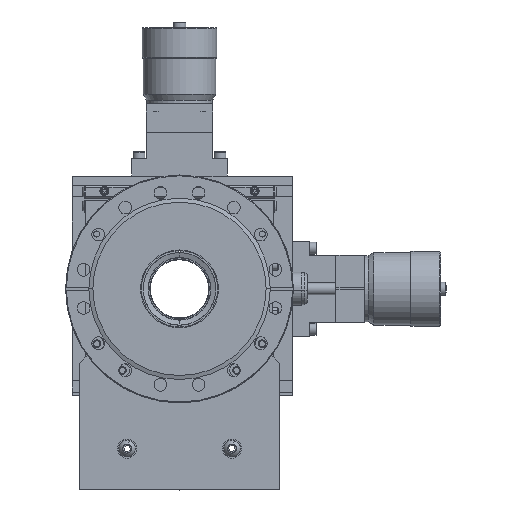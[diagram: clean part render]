
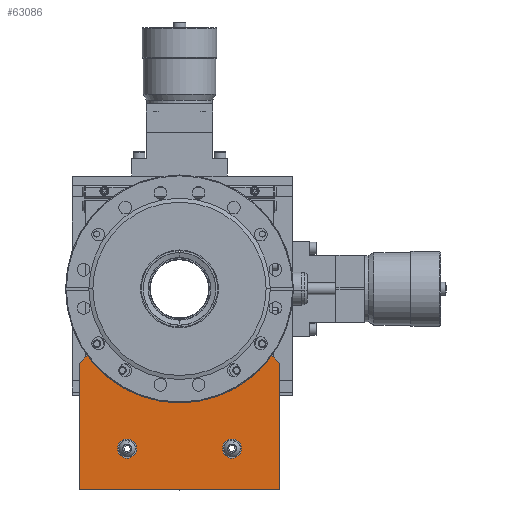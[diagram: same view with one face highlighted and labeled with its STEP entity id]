
A CAD part, front view. The second image highlights one B-rep face of the part: STEP entity #63086.
In plain terms, the highlighted planar face has unit normal (0, -1, 0).
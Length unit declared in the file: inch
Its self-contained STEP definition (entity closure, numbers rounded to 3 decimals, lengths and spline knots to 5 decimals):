
#86 = VERTEX_POINT ( 'NONE', #26918 ) ;
#616 = AXIS2_PLACEMENT_3D ( 'NONE', #47790, #17996, #52777 ) ;
#671 = CIRCLE ( 'NONE', #58653, 0.25 ) ;
#2710 = EDGE_CURVE ( 'NONE', #15963, #51217, #49177, .T. ) ;
#2918 = VERTEX_POINT ( 'NONE', #49338 ) ;
#3661 = DIRECTION ( 'NONE',  ( 0., 0., -1. ) ) ;
#3779 = DIRECTION ( 'NONE',  ( 0.707, 0., 0.707 ) ) ;
#3784 = AXIS2_PLACEMENT_3D ( 'NONE', #64605, #34824, #4963 ) ;
#4963 = DIRECTION ( 'NONE',  ( 0., 0., -1. ) ) ;
#5535 = EDGE_CURVE ( 'NONE', #34317, #86, #29217, .T. ) ;
#6088 = ORIENTED_EDGE ( 'NONE', *, *, #27629, .F. ) ;
#6867 = EDGE_LOOP ( 'NONE', ( #6088, #13430 ) ) ;
#8011 = CIRCLE ( 'NONE', #38817, 0.25 ) ;
#9176 = ORIENTED_EDGE ( 'NONE', *, *, #12662, .F. ) ;
#9679 = VERTEX_POINT ( 'NONE', #36998 ) ;
#10315 = EDGE_LOOP ( 'NONE', ( #56157, #22620, #36680, #17418, #16965, #9176 ) ) ;
#11209 = VECTOR ( 'NONE', #51837, 39.37008 ) ;
#12662 = EDGE_CURVE ( 'NONE', #20991, #2918, #20007, .T. ) ;
#12848 = ORIENTED_EDGE ( 'NONE', *, *, #31590, .F. ) ;
#13179 = EDGE_CURVE ( 'NONE', #28633, #15963, #49354, .T. ) ;
#13430 = ORIENTED_EDGE ( 'NONE', *, *, #28108, .F. ) ;
#14413 = DIRECTION ( 'NONE',  ( 0., -1., 0. ) ) ;
#15847 = CARTESIAN_POINT ( 'NONE',  ( -2.41821, 0., -1.75 ) ) ;
#15963 = VERTEX_POINT ( 'NONE', #22428 ) ;
#16731 = CARTESIAN_POINT ( 'NONE',  ( 1.375, 0., -3.937 ) ) ;
#16965 = ORIENTED_EDGE ( 'NONE', *, *, #23679, .F. ) ;
#16971 = CARTESIAN_POINT ( 'NONE',  ( 1.375, 0., -4.187 ) ) ;
#17058 = CARTESIAN_POINT ( 'NONE',  ( -2.625, 0., -5.26 ) ) ;
#17331 = DIRECTION ( 'NONE',  ( 0.707, 0., -0.707 ) ) ;
#17418 = ORIENTED_EDGE ( 'NONE', *, *, #13179, .F. ) ;
#17996 = DIRECTION ( 'NONE',  ( 0., 1., 0. ) ) ;
#18663 = CARTESIAN_POINT ( 'NONE',  ( 2.625, 0., -5.26 ) ) ;
#18819 = CARTESIAN_POINT ( 'NONE',  ( -2.41821, 0., -1.75 ) ) ;
#19271 = FACE_BOUND ( 'NONE', #47543, .T. ) ;
#20007 = LINE ( 'NONE', #36933, #58064 ) ;
#20833 = FACE_OUTER_BOUND ( 'NONE', #10315, .T. ) ;
#20869 = CARTESIAN_POINT ( 'NONE',  ( -2.625, 0., -1.95679 ) ) ;
#20991 = VERTEX_POINT ( 'NONE', #44448 ) ;
#21664 = VERTEX_POINT ( 'NONE', #15847 ) ;
#21830 = CIRCLE ( 'NONE', #35804, 2.985 ) ;
#21949 = DIRECTION ( 'NONE',  ( 0., 0., -1. ) ) ;
#22428 = CARTESIAN_POINT ( 'NONE',  ( -2.625, 0., -5.26 ) ) ;
#22620 = ORIENTED_EDGE ( 'NONE', *, *, #62266, .F. ) ;
#23679 = EDGE_CURVE ( 'NONE', #2918, #28633, #45292, .T. ) ;
#25766 = CARTESIAN_POINT ( 'NONE',  ( -1.375, 0., -4.437 ) ) ;
#26918 = CARTESIAN_POINT ( 'NONE',  ( 1.375, 0., -4.437 ) ) ;
#27044 = CIRCLE ( 'NONE', #3784, 0.25 ) ;
#27629 = EDGE_CURVE ( 'NONE', #51794, #9679, #8011, .T. ) ;
#28108 = EDGE_CURVE ( 'NONE', #9679, #51794, #27044, .T. ) ;
#28295 = DIRECTION ( 'NONE',  ( 0., -1., 0. ) ) ;
#28633 = VERTEX_POINT ( 'NONE', #18663 ) ;
#29217 = CIRCLE ( 'NONE', #29591, 0.25 ) ;
#29591 = AXIS2_PLACEMENT_3D ( 'NONE', #16971, #51750, #21949 ) ;
#31590 = EDGE_CURVE ( 'NONE', #86, #34317, #671, .T. ) ;
#32039 = VECTOR ( 'NONE', #40820, 39.37008 ) ;
#33500 = DIRECTION ( 'NONE',  ( 0., -1., 0. ) ) ;
#34317 = VERTEX_POINT ( 'NONE', #16731 ) ;
#34824 = DIRECTION ( 'NONE',  ( 0., -1., 0. ) ) ;
#35804 = AXIS2_PLACEMENT_3D ( 'NONE', #58063, #28295, #63103 ) ;
#36680 = ORIENTED_EDGE ( 'NONE', *, *, #2710, .F. ) ;
#36933 = CARTESIAN_POINT ( 'NONE',  ( 2.41821, 0., -1.75 ) ) ;
#36998 = CARTESIAN_POINT ( 'NONE',  ( -1.375, 0., -3.937 ) ) ;
#38817 = AXIS2_PLACEMENT_3D ( 'NONE', #44230, #14413, #49207 ) ;
#40157 = EDGE_CURVE ( 'NONE', #21664, #20991, #21830, .T. ) ;
#40820 = DIRECTION ( 'NONE',  ( 0., 0., -1. ) ) ;
#44230 = CARTESIAN_POINT ( 'NONE',  ( -1.375, 0., -4.187 ) ) ;
#44448 = CARTESIAN_POINT ( 'NONE',  ( 2.41821, 0., -1.75 ) ) ;
#45212 = VECTOR ( 'NONE', #3779, 39.37008 ) ;
#45292 = LINE ( 'NONE', #60554, #32039 ) ;
#45729 = FACE_BOUND ( 'NONE', #6867, .T. ) ;
#47543 = EDGE_LOOP ( 'NONE', ( #12848, #55832 ) ) ;
#47574 = PLANE ( 'NONE',  #616 ) ;
#47790 = CARTESIAN_POINT ( 'NONE',  ( 0., 0., 0. ) ) ;
#49177 = LINE ( 'NONE', #52622, #63975 ) ;
#49207 = DIRECTION ( 'NONE',  ( 0., 0., -1. ) ) ;
#49338 = CARTESIAN_POINT ( 'NONE',  ( 2.625, 0., -1.95679 ) ) ;
#49354 = LINE ( 'NONE', #17058, #11209 ) ;
#51217 = VERTEX_POINT ( 'NONE', #20869 ) ;
#51750 = DIRECTION ( 'NONE',  ( 0., -1., 0. ) ) ;
#51794 = VERTEX_POINT ( 'NONE', #25766 ) ;
#51837 = DIRECTION ( 'NONE',  ( -1., 0., 0. ) ) ;
#52622 = CARTESIAN_POINT ( 'NONE',  ( -2.625, 0., -1.95679 ) ) ;
#52777 = DIRECTION ( 'NONE',  ( 0., 0., 1. ) ) ;
#55832 = ORIENTED_EDGE ( 'NONE', *, *, #5535, .F. ) ;
#56157 = ORIENTED_EDGE ( 'NONE', *, *, #40157, .F. ) ;
#58063 = CARTESIAN_POINT ( 'NONE',  ( 0., 0., 0. ) ) ;
#58064 = VECTOR ( 'NONE', #17331, 39.37008 ) ;
#58382 = LINE ( 'NONE', #18819, #45212 ) ;
#58653 = AXIS2_PLACEMENT_3D ( 'NONE', #63266, #33500, #3661 ) ;
#60554 = CARTESIAN_POINT ( 'NONE',  ( 2.625, 0., -1.95679 ) ) ;
#62266 = EDGE_CURVE ( 'NONE', #51217, #21664, #58382, .T. ) ;
#62641 = DIRECTION ( 'NONE',  ( 0., 0., 1. ) ) ;
#63086 = ADVANCED_FACE ( 'NONE', ( #19271, #45729, #20833 ), #47574, .F. ) ;
#63103 = DIRECTION ( 'NONE',  ( 0., 0., 1. ) ) ;
#63266 = CARTESIAN_POINT ( 'NONE',  ( 1.375, 0., -4.187 ) ) ;
#63975 = VECTOR ( 'NONE', #62641, 39.37008 ) ;
#64605 = CARTESIAN_POINT ( 'NONE',  ( -1.375, 0., -4.187 ) ) ;
